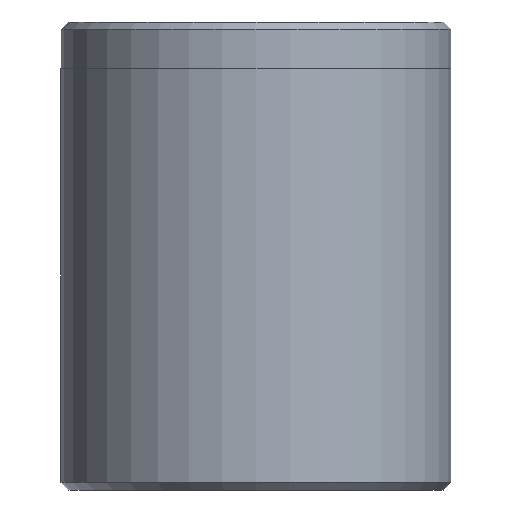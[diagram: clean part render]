
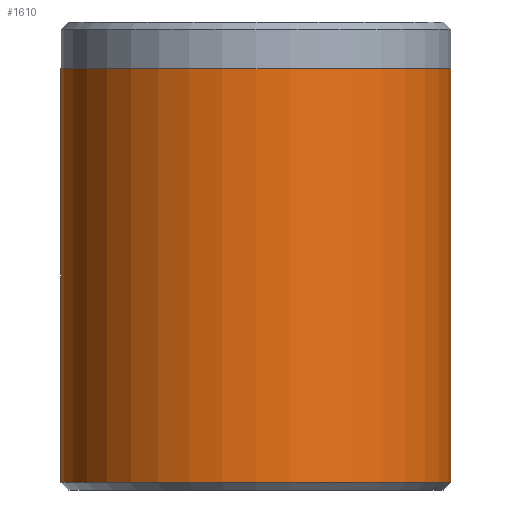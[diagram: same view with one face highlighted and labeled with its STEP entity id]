
A CAD part, front view. The second image highlights one B-rep face of the part: STEP entity #1610.
In plain terms, the highlighted cylindrical face has radius 12.5 mm (diameter 25 mm), a partial arc.
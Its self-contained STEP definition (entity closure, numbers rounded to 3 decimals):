
#38 = EDGE_CURVE ( 'NONE', #1499, #1123, #1461, .T. ) ;
#70 = CARTESIAN_POINT ( 'NONE',  ( -12.5, 0., 0.5 ) ) ;
#104 = CARTESIAN_POINT ( 'NONE',  ( 12.5, 0., 30. ) ) ;
#137 = ORIENTED_EDGE ( 'NONE', *, *, #1292, .F. ) ;
#184 = CIRCLE ( 'NONE', #1693, 12.5 ) ;
#252 = DIRECTION ( 'NONE',  ( 0., 0., -1. ) ) ;
#265 = AXIS2_PLACEMENT_3D ( 'NONE', #1467, #1456, #1449 ) ;
#375 = CARTESIAN_POINT ( 'NONE',  ( 0., 0., 0.5 ) ) ;
#379 = ORIENTED_EDGE ( 'NONE', *, *, #38, .T. ) ;
#519 = DIRECTION ( 'NONE',  ( 1., 0., 0. ) ) ;
#583 = EDGE_CURVE ( 'NONE', #1499, #1241, #853, .T. ) ;
#690 = VECTOR ( 'NONE', #252, 1000. ) ;
#761 = CARTESIAN_POINT ( 'NONE',  ( 0., 0., 30. ) ) ;
#810 = LINE ( 'NONE', #104, #690 ) ;
#853 = CIRCLE ( 'NONE', #265, 12.5 ) ;
#891 = DIRECTION ( 'NONE',  ( 0., 0., -1. ) ) ;
#897 = EDGE_LOOP ( 'NONE', ( #137, #1428, #379, #1506 ) ) ;
#930 = CYLINDRICAL_SURFACE ( 'NONE', #1540, 12.5 ) ;
#974 = FACE_OUTER_BOUND ( 'NONE', #897, .T. ) ;
#1102 = VECTOR ( 'NONE', #1227, 1000. ) ;
#1120 = EDGE_CURVE ( 'NONE', #1123, #1579, #184, .T. ) ;
#1123 = VERTEX_POINT ( 'NONE', #70 ) ;
#1221 = CARTESIAN_POINT ( 'NONE',  ( 12.5, 0., 27. ) ) ;
#1227 = DIRECTION ( 'NONE',  ( 0., 0., -1. ) ) ;
#1241 = VERTEX_POINT ( 'NONE', #1221 ) ;
#1291 = CARTESIAN_POINT ( 'NONE',  ( 12.5, 0., 0.5 ) ) ;
#1292 = EDGE_CURVE ( 'NONE', #1241, #1579, #810, .T. ) ;
#1333 = DIRECTION ( 'NONE',  ( 0., 0., 1. ) ) ;
#1393 = CARTESIAN_POINT ( 'NONE',  ( -12.5, 0., 30. ) ) ;
#1428 = ORIENTED_EDGE ( 'NONE', *, *, #583, .F. ) ;
#1432 = DIRECTION ( 'NONE',  ( -1., 0., 0. ) ) ;
#1449 = DIRECTION ( 'NONE',  ( 1., 0., 0. ) ) ;
#1456 = DIRECTION ( 'NONE',  ( 0., 0., 1. ) ) ;
#1461 = LINE ( 'NONE', #1393, #1102 ) ;
#1467 = CARTESIAN_POINT ( 'NONE',  ( 0., 0., 27. ) ) ;
#1499 = VERTEX_POINT ( 'NONE', #1675 ) ;
#1506 = ORIENTED_EDGE ( 'NONE', *, *, #1120, .T. ) ;
#1540 = AXIS2_PLACEMENT_3D ( 'NONE', #761, #891, #1432 ) ;
#1579 = VERTEX_POINT ( 'NONE', #1291 ) ;
#1610 = ADVANCED_FACE ( 'NONE', ( #974 ), #930, .T. ) ;
#1675 = CARTESIAN_POINT ( 'NONE',  ( -12.5, 0., 27. ) ) ;
#1693 = AXIS2_PLACEMENT_3D ( 'NONE', #375, #1333, #519 ) ;
